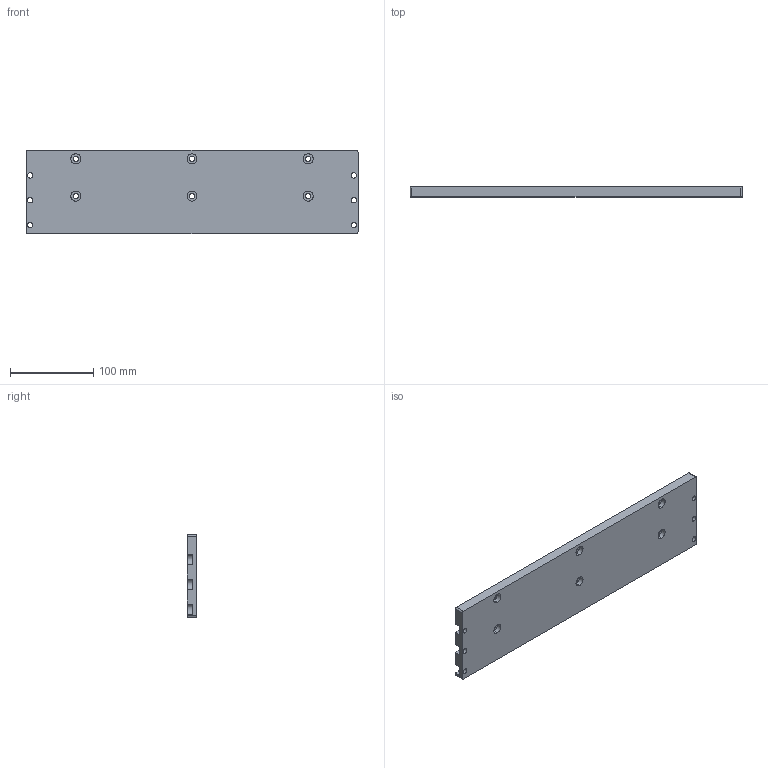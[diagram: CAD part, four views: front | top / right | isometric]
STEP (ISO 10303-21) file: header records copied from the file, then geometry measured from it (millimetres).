
FILE_DESCRIPTION (( 'STEP AP214' ), '1' );
FILE_NAME ('々湍郪璃盓傅啣.STEP', '2025-04-02T01:42:59', ( 'dingchuan' ), ( '' ), 'SwSTEP 2.0', 'SolidWorks 2024', '' );
FILE_SCHEMA (( 'AUTOMOTIVE_DESIGN' ));
Length unit declared in the file: millimetre
Products named in the file (1): 皮带组件支撑板
Bounding box: 400 x 12 x 100 mm (x, y, z)
Volume: 468802.2 mm3; surface area: 94568.1 mm2
Topology: 1 solids, 1 shells, 76 faces, 204 edges, 136 vertices
Faces by surface type: cylinder 46, plane 30
Entity records: 2491 total; most frequent: DIRECTION 450, CARTESIAN_POINT 417, ORIENTED_EDGE 408, EDGE_CURVE 204, AXIS2_PLACEMENT_3D 169, VERTEX_POINT 136, LINE 112, VECTOR 112
